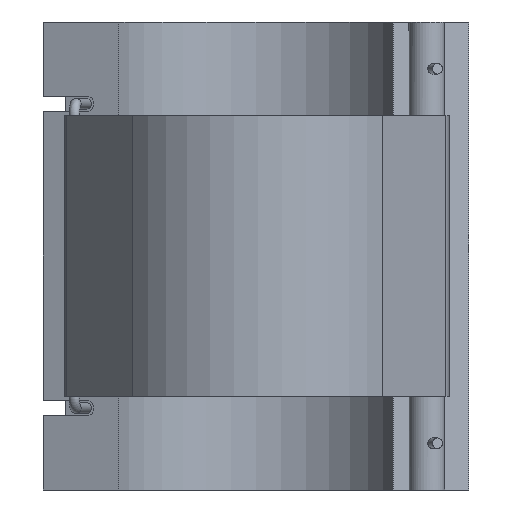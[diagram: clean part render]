
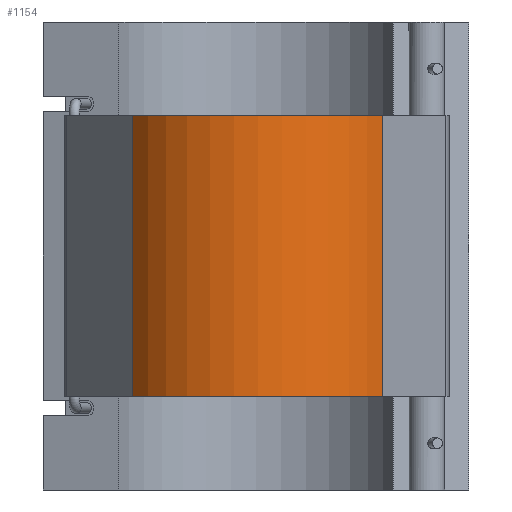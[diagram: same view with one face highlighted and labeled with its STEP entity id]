
A CAD part, front view. The second image highlights one B-rep face of the part: STEP entity #1154.
In plain terms, the highlighted cylindrical face has radius 56.65 mm (diameter 113.3 mm), a partial arc.
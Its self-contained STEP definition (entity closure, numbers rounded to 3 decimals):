
#117=LINE('',#2046,#216);
#118=LINE('',#2048,#217);
#216=VECTOR('',#1568,105.6);
#217=VECTOR('',#1571,105.6);
#352=FACE_OUTER_BOUND('',#440,.T.);
#440=EDGE_LOOP('',(#1021,#1022,#1023,#1024));
#492=CIRCLE('',#1237,56.65);
#500=CIRCLE('',#1246,56.65);
#588=VERTEX_POINT('',#1975);
#589=VERTEX_POINT('',#1977);
#603=VERTEX_POINT('',#2007);
#604=VERTEX_POINT('',#2009);
#723=EDGE_CURVE('',#588,#589,#492,.T.);
#739=EDGE_CURVE('',#603,#604,#500,.T.);
#758=EDGE_CURVE('',#588,#604,#117,.T.);
#759=EDGE_CURVE('',#589,#603,#118,.T.);
#1021=ORIENTED_EDGE('',*,*,#758,.T.);
#1022=ORIENTED_EDGE('',*,*,#739,.F.);
#1023=ORIENTED_EDGE('',*,*,#759,.F.);
#1024=ORIENTED_EDGE('',*,*,#723,.F.);
#1091=CYLINDRICAL_SURFACE('',#1265,56.65);
#1154=ADVANCED_FACE('',(#352),#1091,.T.);
#1237=AXIS2_PLACEMENT_3D('',#1978,#1494,#1495);
#1246=AXIS2_PLACEMENT_3D('',#2010,#1520,#1521);
#1265=AXIS2_PLACEMENT_3D('',#2047,#1569,#1570);
#1494=DIRECTION('center_axis',(0.,0.,-1.));
#1495=DIRECTION('ref_axis',(0.988,0.154,0.));
#1520=DIRECTION('center_axis',(0.,0.,1.));
#1521=DIRECTION('ref_axis',(0.988,0.154,0.));
#1568=DIRECTION('',(0.,0.,1.));
#1569=DIRECTION('center_axis',(0.,0.,1.));
#1570=DIRECTION('ref_axis',(0.988,0.154,0.));
#1571=DIRECTION('',(0.,0.,1.));
#1975=CARTESIAN_POINT('',(47.391,-31.037,-52.8));
#1977=CARTESIAN_POINT('',(-46.564,-32.265,-52.8));
#1978=CARTESIAN_POINT('Origin',(0.,0.,-52.8));
#2007=CARTESIAN_POINT('',(-46.564,-32.265,52.8));
#2009=CARTESIAN_POINT('',(47.391,-31.037,52.8));
#2010=CARTESIAN_POINT('Origin',(0.,0.,52.8));
#2046=CARTESIAN_POINT('',(47.391,-31.037,0.));
#2047=CARTESIAN_POINT('Origin',(0.,0.,0.));
#2048=CARTESIAN_POINT('',(-46.564,-32.265,0.));
